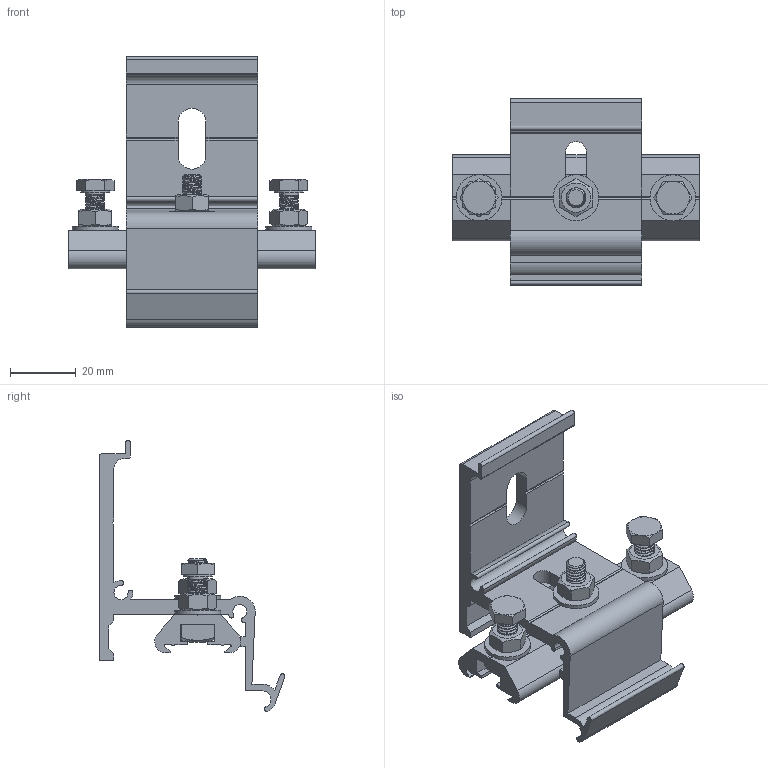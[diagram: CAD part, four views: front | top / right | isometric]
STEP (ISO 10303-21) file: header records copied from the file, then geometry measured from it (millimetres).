
FILE_DESCRIPTION(/* description */ (''),/* implementation_level */ '2;1');
FILE_NAME(/* name */ '11113M.stp',/* time_stamp */ '2019-08-05T11:58:56+02:00',/* author */ ('Didierr'),/* organization */ (''),/* preprocessor_version */ 'ST-DEVELOPER v17.2',/* originating_system */ 'Autodesk Inventor 2019',/* authorisation */ '');
FILE_SCHEMA (('AUTOMOTIVE_DESIGN { 1 0 10303 214 3 1 1 }'));
Length unit declared in the file: millimetre
Products named in the file (7): 21661M 21660; 21667; 21797; 06111; 06112; 06114; ISO 4032 - M6
Assembly tree (13 placements, depth 2):
  21661M 21660
    21667
    21797
    06114  x3
    06112  x3
    06111  x2
    ISO 4032 - M6  x3
Bounding box: 75 x 56.54 x 82.43 mm (x, y, z)
Volume: 37779.6 mm3; surface area: 27267.6 mm2
Topology: 13 solids, 13 shells, 306 faces, 806 edges, 527 vertices
Faces by surface type: plane 150, cylinder 111, cone 37, bspline 8
Full cylindrical faces by diameter (mm): 4.917 x5, 6 x57, 6.2 x3, 6.4 x3, 8.88 x3, 14 x3
Entity records: 8091 total; most frequent: CARTESIAN_POINT 3107, ORIENTED_EDGE 1000, DIRECTION 951, EDGE_CURVE 500, VERTEX_POINT 329, AXIS2_PLACEMENT_3D 324, LINE 303, VECTOR 303
